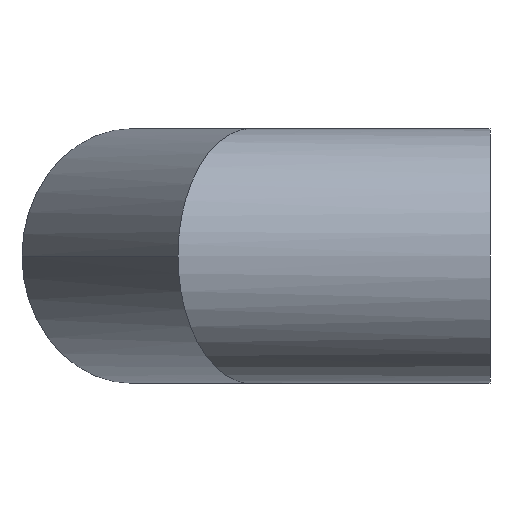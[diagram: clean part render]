
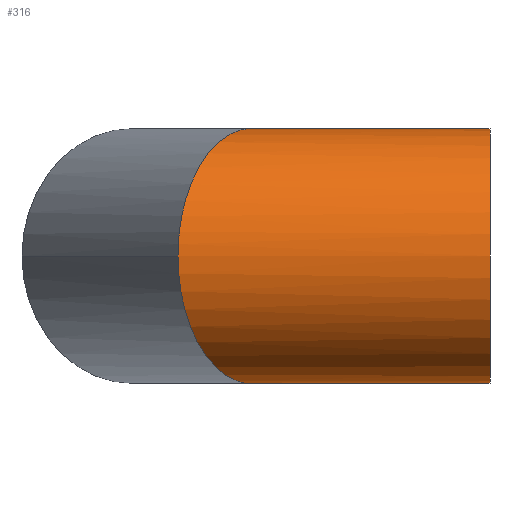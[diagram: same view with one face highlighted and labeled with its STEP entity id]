
A CAD part, left-side view. The second image highlights one B-rep face of the part: STEP entity #316.
In plain terms, the highlighted cylindrical face has radius 125 mm (diameter 250 mm), a partial arc.
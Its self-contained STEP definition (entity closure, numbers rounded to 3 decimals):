
#19 =( BOUNDED_CURVE ( )  B_SPLINE_CURVE ( 3, ( #186, #294, #29, #50 ),
 .UNSPECIFIED., .F., .F. ) 
 B_SPLINE_CURVE_WITH_KNOTS ( ( 4, 4 ),
 ( 4.712, 6.283 ),
 .UNSPECIFIED. ) 
 CURVE ( )  GEOMETRIC_REPRESENTATION_ITEM ( )  RATIONAL_B_SPLINE_CURVE ( ( 1., 0.805, 0.805, 1. ) ) 
 REPRESENTATION_ITEM ( '' )  );
#24 = VERTEX_POINT ( 'NONE', #58 ) ;
#27 = AXIS2_PLACEMENT_3D ( 'NONE', #317, #125, #92 ) ;
#29 = CARTESIAN_POINT ( 'NONE',  ( -125., 306.169, 73.223 ) ) ;
#33 =( BOUNDED_CURVE ( )  B_SPLINE_CURVE ( 3, ( #211, #146, #264, #236 ),
 .UNSPECIFIED., .F., .F. ) 
 B_SPLINE_CURVE_WITH_KNOTS ( ( 4, 4 ),
 ( 0., 1.571 ),
 .UNSPECIFIED. ) 
 CURVE ( )  GEOMETRIC_REPRESENTATION_ITEM ( )  RATIONAL_B_SPLINE_CURVE ( ( 1., 0.805, 0.805, 1. ) ) 
 REPRESENTATION_ITEM ( '' )  );
#47 = CARTESIAN_POINT ( 'NONE',  ( 0., 234., 125. ) ) ;
#50 = CARTESIAN_POINT ( 'NONE',  ( -125., 306.169, 0. ) ) ;
#51 = ORIENTED_EDGE ( 'NONE', *, *, #383, .T. ) ;
#52 = CARTESIAN_POINT ( 'NONE',  ( 0., 0., 0. ) ) ;
#58 = CARTESIAN_POINT ( 'NONE',  ( 0., 234., -125. ) ) ;
#62 = DIRECTION ( 'NONE',  ( 0., 1., 0. ) ) ;
#89 = ORIENTED_EDGE ( 'NONE', *, *, #129, .T. ) ;
#92 = DIRECTION ( 'NONE',  ( 0., 0., 1. ) ) ;
#95 = CARTESIAN_POINT ( 'NONE',  ( 0., 0., -125. ) ) ;
#96 = EDGE_CURVE ( 'NONE', #387, #289, #19, .T. ) ;
#101 = EDGE_CURVE ( 'NONE', #289, #24, #33, .T. ) ;
#105 = CIRCLE ( 'NONE', #182, 125. ) ;
#120 = VECTOR ( 'NONE', #62, 1000. ) ;
#125 = DIRECTION ( 'NONE',  ( 0., 1., 0. ) ) ;
#126 = VECTOR ( 'NONE', #173, 1000. ) ;
#129 = EDGE_CURVE ( 'NONE', #280, #346, #105, .T. ) ;
#146 = CARTESIAN_POINT ( 'NONE',  ( -125., 306.169, -73.223 ) ) ;
#157 = CARTESIAN_POINT ( 'NONE',  ( -125., 306.169, 0. ) ) ;
#170 = ORIENTED_EDGE ( 'NONE', *, *, #96, .T. ) ;
#173 = DIRECTION ( 'NONE',  ( 0., 1., 0. ) ) ;
#176 = DIRECTION ( 'NONE',  ( 0., 0., 1. ) ) ;
#182 = AXIS2_PLACEMENT_3D ( 'NONE', #52, #247, #176 ) ;
#186 = CARTESIAN_POINT ( 'NONE',  ( 0., 234., 125. ) ) ;
#190 = CARTESIAN_POINT ( 'NONE',  ( 0., 0., -125. ) ) ;
#191 = LINE ( 'NONE', #95, #120 ) ;
#192 = EDGE_CURVE ( 'NONE', #280, #24, #191, .T. ) ;
#194 = CYLINDRICAL_SURFACE ( 'NONE', #27, 125. ) ;
#211 = CARTESIAN_POINT ( 'NONE',  ( -125., 306.169, 0. ) ) ;
#236 = CARTESIAN_POINT ( 'NONE',  ( 0., 234., -125. ) ) ;
#240 = ORIENTED_EDGE ( 'NONE', *, *, #192, .F. ) ;
#247 = DIRECTION ( 'NONE',  ( 0., 1., 0. ) ) ;
#264 = CARTESIAN_POINT ( 'NONE',  ( -73.223, 276.275, -125. ) ) ;
#270 = EDGE_LOOP ( 'NONE', ( #240, #89, #51, #170, #358 ) ) ;
#280 = VERTEX_POINT ( 'NONE', #190 ) ;
#289 = VERTEX_POINT ( 'NONE', #157 ) ;
#294 = CARTESIAN_POINT ( 'NONE',  ( -73.223, 276.275, 125. ) ) ;
#316 = ADVANCED_FACE ( 'NONE', ( #370 ), #194, .T. ) ;
#317 = CARTESIAN_POINT ( 'NONE',  ( 0., 0., 0. ) ) ;
#344 = CARTESIAN_POINT ( 'NONE',  ( 0., 0., 125. ) ) ;
#346 = VERTEX_POINT ( 'NONE', #344 ) ;
#352 = CARTESIAN_POINT ( 'NONE',  ( 0., 0., 125. ) ) ;
#358 = ORIENTED_EDGE ( 'NONE', *, *, #101, .T. ) ;
#370 = FACE_OUTER_BOUND ( 'NONE', #270, .T. ) ;
#379 = LINE ( 'NONE', #352, #126 ) ;
#383 = EDGE_CURVE ( 'NONE', #346, #387, #379, .T. ) ;
#387 = VERTEX_POINT ( 'NONE', #47 ) ;
